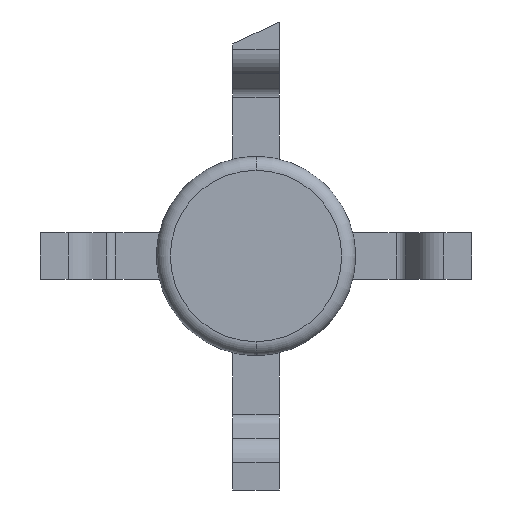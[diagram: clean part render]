
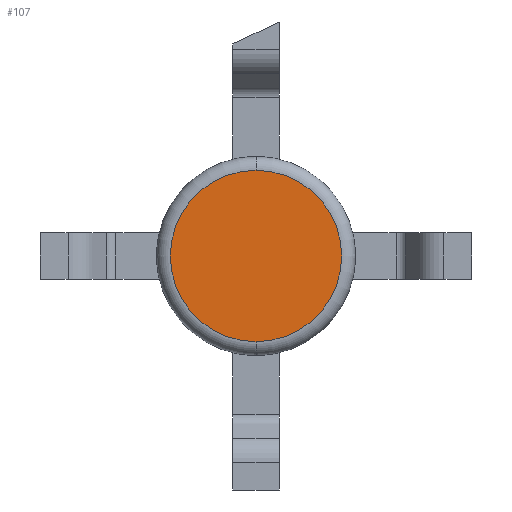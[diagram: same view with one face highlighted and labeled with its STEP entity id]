
A CAD part, front view. The second image highlights one B-rep face of the part: STEP entity #107.
In plain terms, the highlighted planar face has unit normal (0, -1, 0).
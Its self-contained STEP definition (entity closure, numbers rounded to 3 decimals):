
#62 = CARTESIAN_POINT ( 'NONE',  ( 0., 0.255, 0.93 ) ) ;
#107 = ADVANCED_FACE ( 'NONE', ( #546 ), #1093, .F. ) ;
#142 = DIRECTION ( 'NONE',  ( 0., -1., 0. ) ) ;
#189 = DIRECTION ( 'NONE',  ( 0., 0., 1. ) ) ;
#259 = CIRCLE ( 'NONE', #1201, 0.93 ) ;
#271 = AXIS2_PLACEMENT_3D ( 'NONE', #1170, #142, #189 ) ;
#284 = VERTEX_POINT ( 'NONE', #736 ) ;
#288 = EDGE_LOOP ( 'NONE', ( #1030, #607 ) ) ;
#546 = FACE_OUTER_BOUND ( 'NONE', #288, .T. ) ;
#607 = ORIENTED_EDGE ( 'NONE', *, *, #1487, .T. ) ;
#703 = DIRECTION ( 'NONE',  ( 0., 1., 0. ) ) ;
#736 = CARTESIAN_POINT ( 'NONE',  ( 0., 0.255, -0.93 ) ) ;
#762 = DIRECTION ( 'NONE',  ( 0., 0., 1. ) ) ;
#948 = CIRCLE ( 'NONE', #271, 0.93 ) ;
#1030 = ORIENTED_EDGE ( 'NONE', *, *, #1765, .T. ) ;
#1093 = PLANE ( 'NONE',  #1950 ) ;
#1170 = CARTESIAN_POINT ( 'NONE',  ( 0., 0.255, 0. ) ) ;
#1194 = DIRECTION ( 'NONE',  ( 0., 0., 1. ) ) ;
#1201 = AXIS2_PLACEMENT_3D ( 'NONE', #1375, #1625, #762 ) ;
#1375 = CARTESIAN_POINT ( 'NONE',  ( 0., 0.255, 0. ) ) ;
#1487 = EDGE_CURVE ( 'NONE', #284, #1549, #948, .T. ) ;
#1549 = VERTEX_POINT ( 'NONE', #62 ) ;
#1625 = DIRECTION ( 'NONE',  ( 0., -1., 0. ) ) ;
#1765 = EDGE_CURVE ( 'NONE', #1549, #284, #259, .T. ) ;
#1815 = CARTESIAN_POINT ( 'NONE',  ( 0., 0.255, 0. ) ) ;
#1950 = AXIS2_PLACEMENT_3D ( 'NONE', #1815, #703, #1194 ) ;
